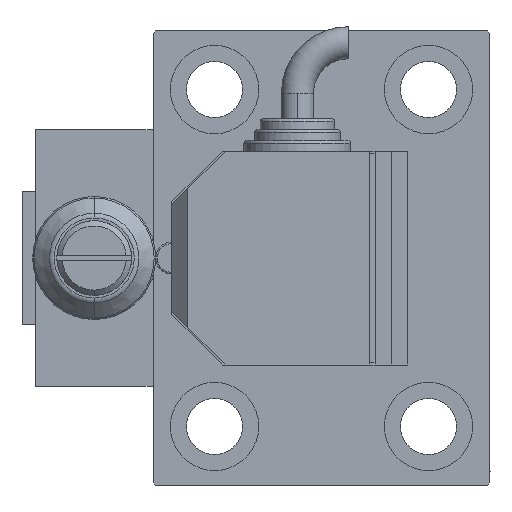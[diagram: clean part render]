
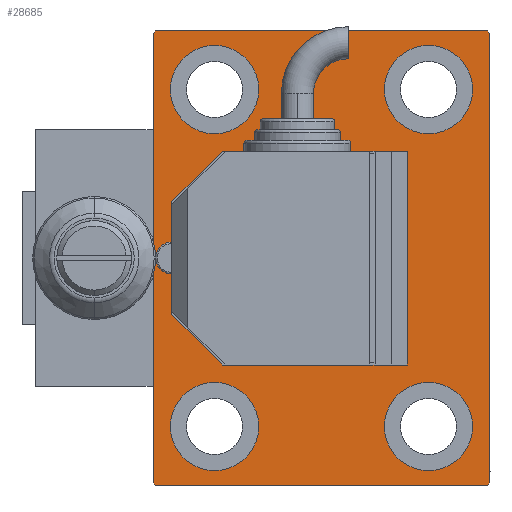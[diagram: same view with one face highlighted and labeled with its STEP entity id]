
A CAD part, left-side view. The second image highlights one B-rep face of the part: STEP entity #28685.
In plain terms, the highlighted face is planar.
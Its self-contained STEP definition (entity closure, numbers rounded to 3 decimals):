
#204 = DIRECTION ( 'NONE',  ( 0., 0., 1. ) ) ;
#487 = VECTOR ( 'NONE', #32243, 1000. ) ;
#735 = CARTESIAN_POINT ( 'NONE',  ( 113., -31.5, -42. ) ) ;
#886 = EDGE_LOOP ( 'NONE', ( #29574, #7833 ) ) ;
#1361 = CARTESIAN_POINT ( 'NONE',  ( 113., 20., -39.75 ) ) ;
#1799 = VECTOR ( 'NONE', #32184, 1000. ) ;
#1995 = LINE ( 'NONE', #33525, #10369 ) ;
#2129 = DIRECTION ( 'NONE',  ( 0., 0., 1. ) ) ;
#2168 = FACE_BOUND ( 'NONE', #38719, .T. ) ;
#2260 = VERTEX_POINT ( 'NONE', #35674 ) ;
#3019 = CARTESIAN_POINT ( 'NONE',  ( 113., -20., -31.5 ) ) ;
#3413 = EDGE_CURVE ( 'NONE', #49368, #41799, #12504, .T. ) ;
#3821 = CARTESIAN_POINT ( 'NONE',  ( 113., 31.5, -42.5 ) ) ;
#4569 = CARTESIAN_POINT ( 'NONE',  ( 113., 20., -23.25 ) ) ;
#4660 = VERTEX_POINT ( 'NONE', #34940 ) ;
#4806 = VERTEX_POINT ( 'NONE', #48051 ) ;
#4924 = ORIENTED_EDGE ( 'NONE', *, *, #43913, .T. ) ;
#4980 = LINE ( 'NONE', #49094, #26005 ) ;
#5404 = AXIS2_PLACEMENT_3D ( 'NONE', #22074, #38118, #2129 ) ;
#5855 = CARTESIAN_POINT ( 'NONE',  ( 113., -20., -23.25 ) ) ;
#7177 = CARTESIAN_POINT ( 'NONE',  ( 113., 36.75, 36.75 ) ) ;
#7833 = ORIENTED_EDGE ( 'NONE', *, *, #41267, .T. ) ;
#7951 = DIRECTION ( 'NONE',  ( 0., -0.707, 0.707 ) ) ;
#7954 = LINE ( 'NONE', #19998, #12065 ) ;
#9385 = EDGE_LOOP ( 'NONE', ( #24942, #39394 ) ) ;
#9985 = AXIS2_PLACEMENT_3D ( 'NONE', #3019, #10381, #46878 ) ;
#10068 = AXIS2_PLACEMENT_3D ( 'NONE', #27623, #40496, #35778 ) ;
#10075 = EDGE_CURVE ( 'NONE', #4660, #22160, #4980, .T. ) ;
#10369 = VECTOR ( 'NONE', #13570, 1000. ) ;
#10381 = DIRECTION ( 'NONE',  ( -1., 0., 0. ) ) ;
#10541 = CARTESIAN_POINT ( 'NONE',  ( 113., 20., -31.5 ) ) ;
#10884 = DIRECTION ( 'NONE',  ( 0., 0., 1. ) ) ;
#11151 = EDGE_LOOP ( 'NONE', ( #17042, #28370, #16929, #35669, #43817, #31450, #51186, #40888 ) ) ;
#11694 = DIRECTION ( 'NONE',  ( 0., 0., 1. ) ) ;
#11923 = VERTEX_POINT ( 'NONE', #45747 ) ;
#12065 = VECTOR ( 'NONE', #23941, 1000. ) ;
#12479 = AXIS2_PLACEMENT_3D ( 'NONE', #34784, #14833, #30834 ) ;
#12504 = CIRCLE ( 'NONE', #9985, 8.25 ) ;
#12601 = EDGE_CURVE ( 'NONE', #28942, #4806, #36388, .T. ) ;
#12939 = CARTESIAN_POINT ( 'NONE',  ( 113., -20., -39.75 ) ) ;
#13422 = CARTESIAN_POINT ( 'NONE',  ( 113., 31.5, -42. ) ) ;
#13570 = DIRECTION ( 'NONE',  ( 0., 0., -1. ) ) ;
#13744 = DIRECTION ( 'NONE',  ( 0., 0., -1. ) ) ;
#14611 = VERTEX_POINT ( 'NONE', #21057 ) ;
#14650 = CIRCLE ( 'NONE', #5404, 8.25 ) ;
#14652 = AXIS2_PLACEMENT_3D ( 'NONE', #51839, #47126, #10884 ) ;
#14802 = LINE ( 'NONE', #7177, #26231 ) ;
#14833 = DIRECTION ( 'NONE',  ( -1., 0., 0. ) ) ;
#14999 = CIRCLE ( 'NONE', #12479, 8.25 ) ;
#15832 = VERTEX_POINT ( 'NONE', #735 ) ;
#16551 = CARTESIAN_POINT ( 'NONE',  ( 113., -31.5, 42. ) ) ;
#16929 = ORIENTED_EDGE ( 'NONE', *, *, #39022, .T. ) ;
#17042 = ORIENTED_EDGE ( 'NONE', *, *, #10075, .T. ) ;
#18489 = DIRECTION ( 'NONE',  ( 0., -0.707, -0.707 ) ) ;
#18584 = ORIENTED_EDGE ( 'NONE', *, *, #30835, .T. ) ;
#19498 = EDGE_CURVE ( 'NONE', #4806, #4660, #14802, .T. ) ;
#19998 = CARTESIAN_POINT ( 'NONE',  ( 113., -36.75, -36.75 ) ) ;
#20881 = AXIS2_PLACEMENT_3D ( 'NONE', #49458, #50241, #13744 ) ;
#21057 = CARTESIAN_POINT ( 'NONE',  ( 113., 20., 23.25 ) ) ;
#21340 = FACE_BOUND ( 'NONE', #36911, .T. ) ;
#21587 = PLANE ( 'NONE',  #20881 ) ;
#21774 = CIRCLE ( 'NONE', #10068, 8.25 ) ;
#21970 = VERTEX_POINT ( 'NONE', #40668 ) ;
#22074 = CARTESIAN_POINT ( 'NONE',  ( 113., 20., -31.5 ) ) ;
#22160 = VERTEX_POINT ( 'NONE', #48262 ) ;
#23323 = DIRECTION ( 'NONE',  ( -1., 0., 0. ) ) ;
#23490 = EDGE_CURVE ( 'NONE', #22160, #36360, #50026, .T. ) ;
#23521 = AXIS2_PLACEMENT_3D ( 'NONE', #10541, #26542, #42325 ) ;
#23941 = DIRECTION ( 'NONE',  ( 0., 0.707, -0.707 ) ) ;
#24074 = CARTESIAN_POINT ( 'NONE',  ( 113., 36.75, -36.75 ) ) ;
#24857 = LINE ( 'NONE', #24074, #487 ) ;
#24942 = ORIENTED_EDGE ( 'NONE', *, *, #46546, .T. ) ;
#25395 = EDGE_CURVE ( 'NONE', #21970, #14611, #14999, .T. ) ;
#26005 = VECTOR ( 'NONE', #29386, 1000. ) ;
#26231 = VECTOR ( 'NONE', #7951, 1000. ) ;
#26542 = DIRECTION ( 'NONE',  ( -1., 0., 0. ) ) ;
#27433 = DIRECTION ( 'NONE',  ( -1., 0., 0. ) ) ;
#27623 = CARTESIAN_POINT ( 'NONE',  ( 113., -20., -31.5 ) ) ;
#27933 = CIRCLE ( 'NONE', #14652, 8.25 ) ;
#28370 = ORIENTED_EDGE ( 'NONE', *, *, #23490, .T. ) ;
#28550 = VERTEX_POINT ( 'NONE', #4569 ) ;
#28685 = ADVANCED_FACE ( 'NONE', ( #21340, #42099, #37891, #2168, #46300 ), #21587, .T. ) ;
#28942 = VERTEX_POINT ( 'NONE', #13422 ) ;
#29070 = CARTESIAN_POINT ( 'NONE',  ( 113., 31., -42.5 ) ) ;
#29196 = ORIENTED_EDGE ( 'NONE', *, *, #32068, .T. ) ;
#29386 = DIRECTION ( 'NONE',  ( 0., -1., 0. ) ) ;
#29574 = ORIENTED_EDGE ( 'NONE', *, *, #40723, .T. ) ;
#29766 = CIRCLE ( 'NONE', #50789, 8.25 ) ;
#29948 = CARTESIAN_POINT ( 'NONE',  ( 113., -31., -42.5 ) ) ;
#30605 = CARTESIAN_POINT ( 'NONE',  ( 113., 20., 31.5 ) ) ;
#30834 = DIRECTION ( 'NONE',  ( 0., 0., 1. ) ) ;
#30835 = EDGE_CURVE ( 'NONE', #41799, #49368, #21774, .T. ) ;
#30924 = VERTEX_POINT ( 'NONE', #29948 ) ;
#31450 = ORIENTED_EDGE ( 'NONE', *, *, #47708, .T. ) ;
#32068 = EDGE_CURVE ( 'NONE', #49371, #28550, #51208, .T. ) ;
#32184 = DIRECTION ( 'NONE',  ( 0., 0., 1. ) ) ;
#32243 = DIRECTION ( 'NONE',  ( 0., 0.707, 0.707 ) ) ;
#33525 = CARTESIAN_POINT ( 'NONE',  ( 113., -31.5, 42.5 ) ) ;
#34784 = CARTESIAN_POINT ( 'NONE',  ( 113., 20., 31.5 ) ) ;
#34890 = VECTOR ( 'NONE', #18489, 1000. ) ;
#34940 = CARTESIAN_POINT ( 'NONE',  ( 113., 31., 42.5 ) ) ;
#35133 = LINE ( 'NONE', #51159, #49916 ) ;
#35669 = ORIENTED_EDGE ( 'NONE', *, *, #39118, .T. ) ;
#35674 = CARTESIAN_POINT ( 'NONE',  ( 113., -20., 23.25 ) ) ;
#35778 = DIRECTION ( 'NONE',  ( 0., 0., 1. ) ) ;
#36198 = CARTESIAN_POINT ( 'NONE',  ( 113., -20., 31.5 ) ) ;
#36360 = VERTEX_POINT ( 'NONE', #16551 ) ;
#36388 = LINE ( 'NONE', #3821, #1799 ) ;
#36427 = CIRCLE ( 'NONE', #45654, 8.25 ) ;
#36911 = EDGE_LOOP ( 'NONE', ( #44587, #18584 ) ) ;
#37891 = FACE_BOUND ( 'NONE', #9385, .T. ) ;
#38118 = DIRECTION ( 'NONE',  ( -1., 0., 0. ) ) ;
#38719 = EDGE_LOOP ( 'NONE', ( #29196, #4924 ) ) ;
#39022 = EDGE_CURVE ( 'NONE', #36360, #15832, #1995, .T. ) ;
#39118 = EDGE_CURVE ( 'NONE', #15832, #30924, #7954, .T. ) ;
#39394 = ORIENTED_EDGE ( 'NONE', *, *, #25395, .T. ) ;
#39874 = VERTEX_POINT ( 'NONE', #29070 ) ;
#40496 = DIRECTION ( 'NONE',  ( -1., 0., 0. ) ) ;
#40668 = CARTESIAN_POINT ( 'NONE',  ( 113., 20., 39.75 ) ) ;
#40723 = EDGE_CURVE ( 'NONE', #2260, #11923, #36427, .T. ) ;
#40888 = ORIENTED_EDGE ( 'NONE', *, *, #19498, .T. ) ;
#41267 = EDGE_CURVE ( 'NONE', #11923, #2260, #27933, .T. ) ;
#41799 = VERTEX_POINT ( 'NONE', #5855 ) ;
#42099 = FACE_BOUND ( 'NONE', #886, .T. ) ;
#42325 = DIRECTION ( 'NONE',  ( 0., 0., 1. ) ) ;
#43817 = ORIENTED_EDGE ( 'NONE', *, *, #46173, .T. ) ;
#43913 = EDGE_CURVE ( 'NONE', #28550, #49371, #14650, .T. ) ;
#44587 = ORIENTED_EDGE ( 'NONE', *, *, #3413, .T. ) ;
#45654 = AXIS2_PLACEMENT_3D ( 'NONE', #36198, #23323, #204 ) ;
#45747 = CARTESIAN_POINT ( 'NONE',  ( 113., -20., 39.75 ) ) ;
#46173 = EDGE_CURVE ( 'NONE', #30924, #39874, #35133, .T. ) ;
#46300 = FACE_OUTER_BOUND ( 'NONE', #11151, .T. ) ;
#46546 = EDGE_CURVE ( 'NONE', #14611, #21970, #29766, .T. ) ;
#46878 = DIRECTION ( 'NONE',  ( 0., 0., 1. ) ) ;
#47126 = DIRECTION ( 'NONE',  ( -1., 0., 0. ) ) ;
#47214 = DIRECTION ( 'NONE',  ( 0., 1., 0. ) ) ;
#47708 = EDGE_CURVE ( 'NONE', #39874, #28942, #24857, .T. ) ;
#48051 = CARTESIAN_POINT ( 'NONE',  ( 113., 31.5, 42. ) ) ;
#48262 = CARTESIAN_POINT ( 'NONE',  ( 113., -31., 42.5 ) ) ;
#49094 = CARTESIAN_POINT ( 'NONE',  ( 113., 31.5, 42.5 ) ) ;
#49368 = VERTEX_POINT ( 'NONE', #12939 ) ;
#49371 = VERTEX_POINT ( 'NONE', #1361 ) ;
#49458 = CARTESIAN_POINT ( 'NONE',  ( 113., 0., 0. ) ) ;
#49916 = VECTOR ( 'NONE', #47214, 1000. ) ;
#50026 = LINE ( 'NONE', #50283, #34890 ) ;
#50241 = DIRECTION ( 'NONE',  ( 1., 0., 0. ) ) ;
#50283 = CARTESIAN_POINT ( 'NONE',  ( 113., -36.75, 36.75 ) ) ;
#50789 = AXIS2_PLACEMENT_3D ( 'NONE', #30605, #27433, #11694 ) ;
#51159 = CARTESIAN_POINT ( 'NONE',  ( 113., -31.5, -42.5 ) ) ;
#51186 = ORIENTED_EDGE ( 'NONE', *, *, #12601, .T. ) ;
#51208 = CIRCLE ( 'NONE', #23521, 8.25 ) ;
#51839 = CARTESIAN_POINT ( 'NONE',  ( 113., -20., 31.5 ) ) ;
